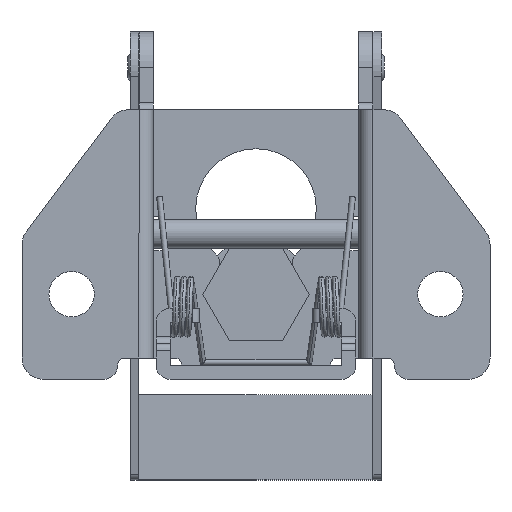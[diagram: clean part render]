
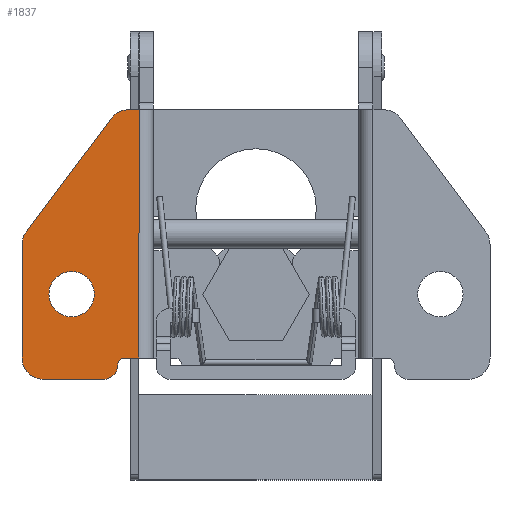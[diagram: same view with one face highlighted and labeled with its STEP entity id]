
A CAD part, front view. The second image highlights one B-rep face of the part: STEP entity #1837.
In plain terms, the highlighted planar face has unit normal (0, -1, 0).
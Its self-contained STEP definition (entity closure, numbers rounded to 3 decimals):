
#7 = ORIENTED_EDGE ( 'NONE', *, *, #7931, .T. ) ;
#142 = LINE ( 'NONE', #6479, #8170 ) ;
#150 = VERTEX_POINT ( 'NONE', #8951 ) ;
#230 = DIRECTION ( 'NONE',  ( 0., 0., 1. ) ) ;
#250 = DIRECTION ( 'NONE',  ( 0., 0., 1. ) ) ;
#305 = CARTESIAN_POINT ( 'NONE',  ( -33., 0., -12. ) ) ;
#461 = EDGE_CURVE ( 'NONE', #526, #3274, #7660, .T. ) ;
#526 = VERTEX_POINT ( 'NONE', #6379 ) ;
#699 = DIRECTION ( 'NONE',  ( 0., -1., 0. ) ) ;
#788 = EDGE_LOOP ( 'NONE', ( #1112, #3235, #10110, #9169, #6265, #6223, #4842, #7, #2106, #5051, #8307 ) ) ;
#955 = CARTESIAN_POINT ( 'NONE',  ( -26., 0., 0. ) ) ;
#1109 = EDGE_CURVE ( 'NONE', #3274, #6085, #9705, .T. ) ;
#1112 = ORIENTED_EDGE ( 'NONE', *, *, #3244, .F. ) ;
#1206 = ORIENTED_EDGE ( 'NONE', *, *, #6240, .T. ) ;
#1258 = VECTOR ( 'NONE', #6946, 1000. ) ;
#1315 = VECTOR ( 'NONE', #4956, 1000. ) ;
#1372 = VERTEX_POINT ( 'NONE', #2442 ) ;
#1380 = CIRCLE ( 'NONE', #7748, 1. ) ;
#1389 = VECTOR ( 'NONE', #6871, 1000. ) ;
#1501 = CIRCLE ( 'NONE', #9249, 3. ) ;
#1658 = VECTOR ( 'NONE', #9274, 1000. ) ;
#1715 = DIRECTION ( 'NONE',  ( 0., 0., 1. ) ) ;
#1828 = DIRECTION ( 'NONE',  ( 1., 0., 0. ) ) ;
#1837 = ADVANCED_FACE ( 'NONE', ( #3599, #9820 ), #3541, .F. ) ;
#2009 = DIRECTION ( 'NONE',  ( 0., 0., 1. ) ) ;
#2106 = ORIENTED_EDGE ( 'NONE', *, *, #7023, .T. ) ;
#2228 = CARTESIAN_POINT ( 'NONE',  ( -33., 0., -12. ) ) ;
#2284 = EDGE_CURVE ( 'NONE', #6085, #9307, #2985, .T. ) ;
#2351 = CIRCLE ( 'NONE', #7978, 2. ) ;
#2442 = CARTESIAN_POINT ( 'NONE',  ( -21.5, 0., -12. ) ) ;
#2457 = VERTEX_POINT ( 'NONE', #7397 ) ;
#2940 = CARTESIAN_POINT ( 'NONE',  ( -30., 0., -12. ) ) ;
#2985 = CIRCLE ( 'NONE', #7969, 3. ) ;
#3218 = CARTESIAN_POINT ( 'NONE',  ( -18., 0., 26. ) ) ;
#3235 = ORIENTED_EDGE ( 'NONE', *, *, #7170, .T. ) ;
#3244 = EDGE_CURVE ( 'NONE', #1372, #7120, #9665, .T. ) ;
#3274 = VERTEX_POINT ( 'NONE', #8484 ) ;
#3314 = LINE ( 'NONE', #8489, #1258 ) ;
#3318 = CARTESIAN_POINT ( 'NONE',  ( -33., 0., 7. ) ) ;
#3349 = ORIENTED_EDGE ( 'NONE', *, *, #9184, .T. ) ;
#3363 = LINE ( 'NONE', #305, #1315 ) ;
#3396 = VERTEX_POINT ( 'NONE', #6673 ) ;
#3409 = CARTESIAN_POINT ( 'NONE',  ( -18.5, 0., -10. ) ) ;
#3523 = VECTOR ( 'NONE', #10106, 1000. ) ;
#3541 = PLANE ( 'NONE',  #6604 ) ;
#3599 = FACE_BOUND ( 'NONE', #7773, .T. ) ;
#4173 = CARTESIAN_POINT ( 'NONE',  ( -20.4, 0., 24.8 ) ) ;
#4178 = VERTEX_POINT ( 'NONE', #7478 ) ;
#4209 = DIRECTION ( 'NONE',  ( 0., 0., 1. ) ) ;
#4357 = DIRECTION ( 'NONE',  ( 0., -1., 0. ) ) ;
#4376 = CARTESIAN_POINT ( 'NONE',  ( -30., 0., 7. ) ) ;
#4481 = EDGE_CURVE ( 'NONE', #6954, #9230, #3363, .T. ) ;
#4622 = CARTESIAN_POINT ( 'NONE',  ( -33., 0., 26. ) ) ;
#4842 = ORIENTED_EDGE ( 'NONE', *, *, #2284, .T. ) ;
#4885 = DIRECTION ( 'NONE',  ( 0., -1., 0. ) ) ;
#4907 = DIRECTION ( 'NONE',  ( 0., 1., 0. ) ) ;
#4956 = DIRECTION ( 'NONE',  ( 0., 0., 1. ) ) ;
#5051 = ORIENTED_EDGE ( 'NONE', *, *, #4481, .F. ) ;
#5118 = EDGE_CURVE ( 'NONE', #6954, #7120, #8346, .T. ) ;
#5132 = CARTESIAN_POINT ( 'NONE',  ( -19.5, 0., -10. ) ) ;
#5157 = DIRECTION ( 'NONE',  ( 0., 0., 1. ) ) ;
#5356 = CARTESIAN_POINT ( 'NONE',  ( -21.5, 0., -10. ) ) ;
#5507 = VERTEX_POINT ( 'NONE', #5132 ) ;
#5887 = CARTESIAN_POINT ( 'NONE',  ( 0., 0., 0. ) ) ;
#6013 = CIRCLE ( 'NONE', #8702, 3.2 ) ;
#6085 = VERTEX_POINT ( 'NONE', #3218 ) ;
#6126 = DIRECTION ( 'NONE',  ( 0., 0., 1. ) ) ;
#6223 = ORIENTED_EDGE ( 'NONE', *, *, #1109, .T. ) ;
#6240 = EDGE_CURVE ( 'NONE', #4178, #150, #6013, .T. ) ;
#6265 = ORIENTED_EDGE ( 'NONE', *, *, #461, .T. ) ;
#6373 = DIRECTION ( 'NONE',  ( 0., 1., 0. ) ) ;
#6379 = CARTESIAN_POINT ( 'NONE',  ( -16.5, 0., -9. ) ) ;
#6479 = CARTESIAN_POINT ( 'NONE',  ( -19.5, 0., -9. ) ) ;
#6604 = AXIS2_PLACEMENT_3D ( 'NONE', #5887, #6652, #2009 ) ;
#6652 = DIRECTION ( 'NONE',  ( 0., 1., 0. ) ) ;
#6673 = CARTESIAN_POINT ( 'NONE',  ( -18.5, 0., -9. ) ) ;
#6745 = AXIS2_PLACEMENT_3D ( 'NONE', #955, #6373, #1715 ) ;
#6871 = DIRECTION ( 'NONE',  ( -1., 0., 0. ) ) ;
#6946 = DIRECTION ( 'NONE',  ( -0.6, 0., -0.8 ) ) ;
#6954 = VERTEX_POINT ( 'NONE', #8131 ) ;
#7023 = EDGE_CURVE ( 'NONE', #2457, #9230, #1501, .T. ) ;
#7120 = VERTEX_POINT ( 'NONE', #2940 ) ;
#7170 = EDGE_CURVE ( 'NONE', #1372, #5507, #2351, .T. ) ;
#7397 = CARTESIAN_POINT ( 'NONE',  ( -32.4, 0., 8.8 ) ) ;
#7478 = CARTESIAN_POINT ( 'NONE',  ( -26., 0., 3.2 ) ) ;
#7505 = EDGE_CURVE ( 'NONE', #3396, #526, #142, .T. ) ;
#7660 = LINE ( 'NONE', #8528, #3523 ) ;
#7748 = AXIS2_PLACEMENT_3D ( 'NONE', #3409, #8859, #4209 ) ;
#7773 = EDGE_LOOP ( 'NONE', ( #3349, #1206 ) ) ;
#7931 = EDGE_CURVE ( 'NONE', #9307, #2457, #3314, .T. ) ;
#7969 = AXIS2_PLACEMENT_3D ( 'NONE', #9566, #4885, #230 ) ;
#7978 = AXIS2_PLACEMENT_3D ( 'NONE', #5356, #699, #6126 ) ;
#8131 = CARTESIAN_POINT ( 'NONE',  ( -33., 0., -9. ) ) ;
#8170 = VECTOR ( 'NONE', #1828, 1000. ) ;
#8241 = EDGE_CURVE ( 'NONE', #5507, #3396, #1380, .T. ) ;
#8307 = ORIENTED_EDGE ( 'NONE', *, *, #5118, .T. ) ;
#8346 = CIRCLE ( 'NONE', #8956, 3. ) ;
#8484 = CARTESIAN_POINT ( 'NONE',  ( -16.5, 0., 26. ) ) ;
#8489 = CARTESIAN_POINT ( 'NONE',  ( -19.5, 0., 26. ) ) ;
#8525 = CIRCLE ( 'NONE', #6745, 3.2 ) ;
#8528 = CARTESIAN_POINT ( 'NONE',  ( -16.5, 0., 26. ) ) ;
#8702 = AXIS2_PLACEMENT_3D ( 'NONE', #9584, #4907, #250 ) ;
#8859 = DIRECTION ( 'NONE',  ( 0., 1., 0. ) ) ;
#8951 = CARTESIAN_POINT ( 'NONE',  ( -26., 0., -3.2 ) ) ;
#8956 = AXIS2_PLACEMENT_3D ( 'NONE', #9003, #4357, #9803 ) ;
#9003 = CARTESIAN_POINT ( 'NONE',  ( -30., 0., -9. ) ) ;
#9169 = ORIENTED_EDGE ( 'NONE', *, *, #7505, .T. ) ;
#9184 = EDGE_CURVE ( 'NONE', #150, #4178, #8525, .T. ) ;
#9230 = VERTEX_POINT ( 'NONE', #3318 ) ;
#9249 = AXIS2_PLACEMENT_3D ( 'NONE', #4376, #9828, #5157 ) ;
#9274 = DIRECTION ( 'NONE',  ( -1., 0., 0. ) ) ;
#9307 = VERTEX_POINT ( 'NONE', #4173 ) ;
#9566 = CARTESIAN_POINT ( 'NONE',  ( -18., 0., 23. ) ) ;
#9584 = CARTESIAN_POINT ( 'NONE',  ( -26., 0., 0. ) ) ;
#9665 = LINE ( 'NONE', #2228, #1389 ) ;
#9705 = LINE ( 'NONE', #4622, #1658 ) ;
#9803 = DIRECTION ( 'NONE',  ( 0., 0., 1. ) ) ;
#9820 = FACE_OUTER_BOUND ( 'NONE', #788, .T. ) ;
#9828 = DIRECTION ( 'NONE',  ( 0., -1., 0. ) ) ;
#10106 = DIRECTION ( 'NONE',  ( 0., 0., 1. ) ) ;
#10110 = ORIENTED_EDGE ( 'NONE', *, *, #8241, .T. ) ;
